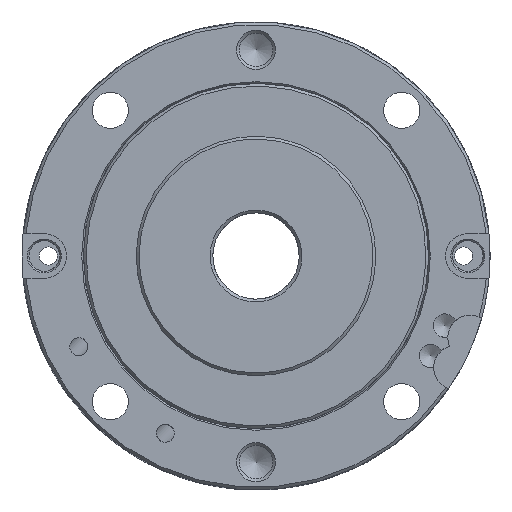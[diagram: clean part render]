
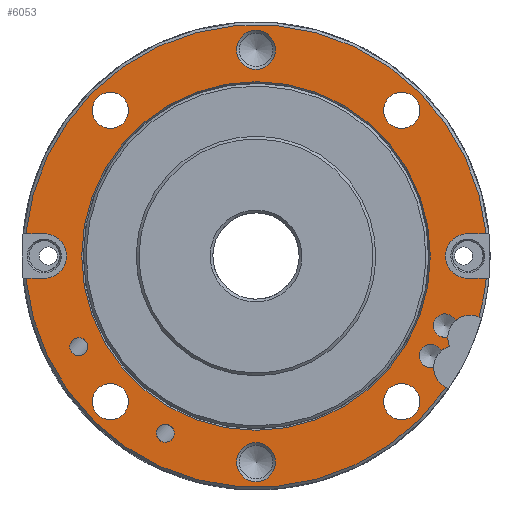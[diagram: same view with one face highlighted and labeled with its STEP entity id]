
A CAD part, front view. The second image highlights one B-rep face of the part: STEP entity #6053.
In plain terms, the highlighted planar face has unit normal (0, -1, 0).
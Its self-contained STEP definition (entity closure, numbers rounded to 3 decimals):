
#244=LINE('',#9747,#698);
#245=LINE('',#9751,#699);
#246=LINE('',#9755,#700);
#247=LINE('',#9759,#701);
#698=VECTOR('',#7418,10.);
#699=VECTOR('',#7421,10.);
#700=VECTOR('',#7424,10.);
#701=VECTOR('',#7427,10.);
#1306=FACE_BOUND('',#1746,.T.);
#1307=FACE_BOUND('',#1747,.T.);
#1308=FACE_BOUND('',#1748,.T.);
#1309=FACE_BOUND('',#1749,.T.);
#1310=FACE_BOUND('',#1750,.T.);
#1311=FACE_BOUND('',#1751,.T.);
#1312=FACE_BOUND('',#1752,.T.);
#1313=FACE_BOUND('',#1753,.T.);
#1314=FACE_BOUND('',#1754,.T.);
#1410=FACE_OUTER_BOUND('',#1745,.T.);
#1745=EDGE_LOOP('',(#4163,#4164,#4165,#4166,#4167,#4168,#4169,#4170,#4171,
#4172,#4173,#4174,#4175,#4176,#4177));
#1746=EDGE_LOOP('',(#4178));
#1747=EDGE_LOOP('',(#4179));
#1748=EDGE_LOOP('',(#4180));
#1749=EDGE_LOOP('',(#4181));
#1750=EDGE_LOOP('',(#4182));
#1751=EDGE_LOOP('',(#4183));
#1752=EDGE_LOOP('',(#4184));
#1753=EDGE_LOOP('',(#4185,#4186));
#1754=EDGE_LOOP('',(#4187,#4188));
#2143=CIRCLE('',#6570,4.);
#2145=CIRCLE('',#6572,4.);
#2146=CIRCLE('',#6575,4.);
#2148=CIRCLE('',#6577,4.);
#2152=CIRCLE('',#6585,2.1);
#2153=CIRCLE('',#6586,41.5);
#2154=CIRCLE('',#6587,4.);
#2155=CIRCLE('',#6588,41.5);
#2156=CIRCLE('',#6589,4.);
#2157=CIRCLE('',#6590,41.5);
#2158=CIRCLE('',#6591,2.1);
#2159=CIRCLE('',#6592,3.5);
#2160=CIRCLE('',#6593,31.289);
#2161=CIRCLE('',#6594,3.5);
#2162=CIRCLE('',#6595,3.25);
#2163=CIRCLE('',#6596,3.25);
#2164=CIRCLE('',#6597,3.25);
#2165=CIRCLE('',#6598,3.25);
#2166=CIRCLE('',#6599,1.621);
#2167=CIRCLE('',#6600,1.621);
#2168=CIRCLE('',#6601,1.621);
#2169=CIRCLE('',#6602,1.621);
#2492=VERTEX_POINT('',#9652);
#2494=VERTEX_POINT('',#9655);
#2498=VERTEX_POINT('',#9663);
#2499=VERTEX_POINT('',#9668);
#2504=VERTEX_POINT('',#9696);
#2506=VERTEX_POINT('',#9713);
#2507=VERTEX_POINT('',#9715);
#2514=VERTEX_POINT('',#9744);
#2515=VERTEX_POINT('',#9746);
#2516=VERTEX_POINT('',#9748);
#2517=VERTEX_POINT('',#9750);
#2518=VERTEX_POINT('',#9752);
#2519=VERTEX_POINT('',#9754);
#2520=VERTEX_POINT('',#9756);
#2521=VERTEX_POINT('',#9758);
#2522=VERTEX_POINT('',#9762);
#2523=VERTEX_POINT('',#9764);
#2524=VERTEX_POINT('',#9766);
#2525=VERTEX_POINT('',#9768);
#2526=VERTEX_POINT('',#9770);
#2527=VERTEX_POINT('',#9772);
#2528=VERTEX_POINT('',#9774);
#2529=VERTEX_POINT('',#9776);
#2530=VERTEX_POINT('',#9777);
#2531=VERTEX_POINT('',#9780);
#2532=VERTEX_POINT('',#9781);
#3150=EDGE_CURVE('',#2494,#2492,#2143,.T.);
#3155=EDGE_CURVE('',#2499,#2498,#2145,.T.);
#3164=EDGE_CURVE('',#2507,#2506,#2146,.T.);
#3168=EDGE_CURVE('',#2504,#2494,#2148,.T.);
#3176=EDGE_CURVE('',#2492,#2499,#2152,.T.);
#3177=EDGE_CURVE('',#2514,#2498,#2153,.T.);
#3178=EDGE_CURVE('',#2514,#2515,#244,.T.);
#3179=EDGE_CURVE('',#2515,#2516,#2154,.T.);
#3180=EDGE_CURVE('',#2516,#2517,#245,.T.);
#3181=EDGE_CURVE('',#2518,#2517,#2155,.T.);
#3182=EDGE_CURVE('',#2518,#2519,#246,.T.);
#3183=EDGE_CURVE('',#2519,#2520,#2156,.T.);
#3184=EDGE_CURVE('',#2520,#2521,#247,.T.);
#3185=EDGE_CURVE('',#2507,#2521,#2157,.T.);
#3186=EDGE_CURVE('',#2506,#2504,#2158,.T.);
#3187=EDGE_CURVE('',#2522,#2522,#2159,.T.);
#3188=EDGE_CURVE('',#2523,#2523,#2160,.T.);
#3189=EDGE_CURVE('',#2524,#2524,#2161,.T.);
#3190=EDGE_CURVE('',#2525,#2525,#2162,.T.);
#3191=EDGE_CURVE('',#2526,#2526,#2163,.T.);
#3192=EDGE_CURVE('',#2527,#2527,#2164,.T.);
#3193=EDGE_CURVE('',#2528,#2528,#2165,.T.);
#3194=EDGE_CURVE('',#2529,#2530,#2166,.T.);
#3195=EDGE_CURVE('',#2530,#2529,#2167,.T.);
#3196=EDGE_CURVE('',#2531,#2532,#2168,.T.);
#3197=EDGE_CURVE('',#2532,#2531,#2169,.T.);
#4163=ORIENTED_EDGE('',*,*,#3168,.T.);
#4164=ORIENTED_EDGE('',*,*,#3150,.T.);
#4165=ORIENTED_EDGE('',*,*,#3176,.T.);
#4166=ORIENTED_EDGE('',*,*,#3155,.T.);
#4167=ORIENTED_EDGE('',*,*,#3177,.F.);
#4168=ORIENTED_EDGE('',*,*,#3178,.T.);
#4169=ORIENTED_EDGE('',*,*,#3179,.T.);
#4170=ORIENTED_EDGE('',*,*,#3180,.T.);
#4171=ORIENTED_EDGE('',*,*,#3181,.F.);
#4172=ORIENTED_EDGE('',*,*,#3182,.T.);
#4173=ORIENTED_EDGE('',*,*,#3183,.T.);
#4174=ORIENTED_EDGE('',*,*,#3184,.T.);
#4175=ORIENTED_EDGE('',*,*,#3185,.F.);
#4176=ORIENTED_EDGE('',*,*,#3164,.T.);
#4177=ORIENTED_EDGE('',*,*,#3186,.T.);
#4178=ORIENTED_EDGE('',*,*,#3187,.F.);
#4179=ORIENTED_EDGE('',*,*,#3188,.F.);
#4180=ORIENTED_EDGE('',*,*,#3189,.F.);
#4181=ORIENTED_EDGE('',*,*,#3190,.T.);
#4182=ORIENTED_EDGE('',*,*,#3191,.T.);
#4183=ORIENTED_EDGE('',*,*,#3192,.T.);
#4184=ORIENTED_EDGE('',*,*,#3193,.T.);
#4185=ORIENTED_EDGE('',*,*,#3194,.T.);
#4186=ORIENTED_EDGE('',*,*,#3195,.T.);
#4187=ORIENTED_EDGE('',*,*,#3196,.T.);
#4188=ORIENTED_EDGE('',*,*,#3197,.T.);
#5854=PLANE('',#6584);
#6053=ADVANCED_FACE('',(#1410,#1306,#1307,#1308,#1309,#1310,#1311,#1312,
#1313,#1314),#5854,.F.);
#6570=AXIS2_PLACEMENT_3D('',#9656,#7373,#7374);
#6572=AXIS2_PLACEMENT_3D('',#9669,#7379,#7380);
#6575=AXIS2_PLACEMENT_3D('',#9716,#7390,#7391);
#6577=AXIS2_PLACEMENT_3D('',#9725,#7395,#7396);
#6584=AXIS2_PLACEMENT_3D('',#9742,#7412,#7413);
#6585=AXIS2_PLACEMENT_3D('',#9743,#7414,#7415);
#6586=AXIS2_PLACEMENT_3D('',#9745,#7416,#7417);
#6587=AXIS2_PLACEMENT_3D('',#9749,#7419,#7420);
#6588=AXIS2_PLACEMENT_3D('',#9753,#7422,#7423);
#6589=AXIS2_PLACEMENT_3D('',#9757,#7425,#7426);
#6590=AXIS2_PLACEMENT_3D('',#9760,#7428,#7429);
#6591=AXIS2_PLACEMENT_3D('',#9761,#7430,#7431);
#6592=AXIS2_PLACEMENT_3D('',#9763,#7432,#7433);
#6593=AXIS2_PLACEMENT_3D('',#9765,#7434,#7435);
#6594=AXIS2_PLACEMENT_3D('',#9767,#7436,#7437);
#6595=AXIS2_PLACEMENT_3D('',#9769,#7438,#7439);
#6596=AXIS2_PLACEMENT_3D('',#9771,#7440,#7441);
#6597=AXIS2_PLACEMENT_3D('',#9773,#7442,#7443);
#6598=AXIS2_PLACEMENT_3D('',#9775,#7444,#7445);
#6599=AXIS2_PLACEMENT_3D('',#9778,#7446,#7447);
#6600=AXIS2_PLACEMENT_3D('',#9779,#7448,#7449);
#6601=AXIS2_PLACEMENT_3D('',#9782,#7450,#7451);
#6602=AXIS2_PLACEMENT_3D('',#9783,#7452,#7453);
#7373=DIRECTION('center_axis',(0.,1.,0.));
#7374=DIRECTION('ref_axis',(-0.423,0.,-0.906));
#7379=DIRECTION('center_axis',(0.,1.,0.));
#7380=DIRECTION('ref_axis',(-0.423,0.,-0.906));
#7390=DIRECTION('center_axis',(0.,1.,0.));
#7391=DIRECTION('ref_axis',(0.283,0.,-0.959));
#7395=DIRECTION('center_axis',(0.,1.,0.));
#7396=DIRECTION('ref_axis',(0.283,0.,-0.959));
#7412=DIRECTION('center_axis',(0.,1.,0.));
#7413=DIRECTION('ref_axis',(0.,0.,1.));
#7414=DIRECTION('center_axis',(0.,1.,0.));
#7415=DIRECTION('ref_axis',(1.,0.,0.));
#7416=DIRECTION('center_axis',(0.,1.,0.));
#7417=DIRECTION('ref_axis',(1.,0.,0.));
#7418=DIRECTION('',(-1.,0.,0.));
#7419=DIRECTION('center_axis',(0.,1.,0.));
#7420=DIRECTION('ref_axis',(0.,0.,1.));
#7421=DIRECTION('',(1.,0.,0.));
#7422=DIRECTION('center_axis',(0.,1.,0.));
#7423=DIRECTION('ref_axis',(1.,0.,0.));
#7424=DIRECTION('',(1.,0.,0.));
#7425=DIRECTION('center_axis',(0.,1.,0.));
#7426=DIRECTION('ref_axis',(0.,0.,1.));
#7427=DIRECTION('',(-1.,0.,0.));
#7428=DIRECTION('center_axis',(0.,1.,0.));
#7429=DIRECTION('ref_axis',(1.,0.,0.));
#7430=DIRECTION('center_axis',(0.,1.,0.));
#7431=DIRECTION('ref_axis',(1.,0.,0.));
#7432=DIRECTION('center_axis',(0.,-1.,0.));
#7433=DIRECTION('ref_axis',(-1.,0.,0.));
#7434=DIRECTION('center_axis',(0.,-1.,0.));
#7435=DIRECTION('ref_axis',(-1.,0.,0.));
#7436=DIRECTION('center_axis',(0.,-1.,0.));
#7437=DIRECTION('ref_axis',(-1.,0.,0.));
#7438=DIRECTION('center_axis',(0.,1.,0.));
#7439=DIRECTION('ref_axis',(1.,0.,0.));
#7440=DIRECTION('center_axis',(0.,1.,0.));
#7441=DIRECTION('ref_axis',(0.,0.,-1.));
#7442=DIRECTION('center_axis',(0.,1.,0.));
#7443=DIRECTION('ref_axis',(-1.,0.,0.));
#7444=DIRECTION('center_axis',(0.,1.,0.));
#7445=DIRECTION('ref_axis',(0.,0.,1.));
#7446=DIRECTION('center_axis',(0.,1.,0.));
#7447=DIRECTION('ref_axis',(1.,0.,0.));
#7448=DIRECTION('center_axis',(0.,1.,0.));
#7449=DIRECTION('ref_axis',(1.,0.,0.));
#7450=DIRECTION('center_axis',(0.,1.,0.));
#7451=DIRECTION('ref_axis',(1.,0.,0.));
#7452=DIRECTION('center_axis',(0.,1.,0.));
#7453=DIRECTION('ref_axis',(1.,0.,0.));
#9652=CARTESIAN_POINT('',(34.427,0.,-14.527));
#9655=CARTESIAN_POINT('',(34.761,0.,-16.209));
#9656=CARTESIAN_POINT('Origin',(38.426,0.,-14.608));
#9663=CARTESIAN_POINT('',(40.031,0.,-10.944));
#9668=CARTESIAN_POINT('',(35.793,0.,-11.597));
#9669=CARTESIAN_POINT('Origin',(38.426,0.,-14.608));
#9696=CARTESIAN_POINT('',(33.258,0.,-17.035));
#9713=CARTESIAN_POINT('',(31.892,0.,-19.965));
#9715=CARTESIAN_POINT('',(34.115,0.,-23.631));
#9716=CARTESIAN_POINT('Origin',(35.891,0.,-20.046));
#9725=CARTESIAN_POINT('Origin',(35.891,0.,-20.046));
#9742=CARTESIAN_POINT('Origin',(0.,0.,0.));
#9743=CARTESIAN_POINT('Origin',(33.895,0.,-12.495));
#9744=CARTESIAN_POINT('',(41.307,0.,-4.));
#9745=CARTESIAN_POINT('Origin',(0.,0.,0.));
#9746=CARTESIAN_POINT('',(38.,0.,-4.));
#9747=CARTESIAN_POINT('',(25.032,0.,-4.));
#9748=CARTESIAN_POINT('',(38.,0.,4.));
#9749=CARTESIAN_POINT('Origin',(38.,0.,0.));
#9750=CARTESIAN_POINT('',(41.307,0.,4.));
#9751=CARTESIAN_POINT('',(19.,0.,4.));
#9752=CARTESIAN_POINT('',(-41.307,0.,4.));
#9753=CARTESIAN_POINT('Origin',(0.,0.,0.));
#9754=CARTESIAN_POINT('',(-38.,0.,4.));
#9755=CARTESIAN_POINT('',(-19.,0.,4.));
#9756=CARTESIAN_POINT('',(-38.,0.,-4.));
#9757=CARTESIAN_POINT('Origin',(-38.,0.,0.));
#9758=CARTESIAN_POINT('',(-41.307,0.,-4.));
#9759=CARTESIAN_POINT('',(-25.032,0.,-4.));
#9760=CARTESIAN_POINT('Origin',(0.,0.,0.));
#9761=CARTESIAN_POINT('Origin',(31.359,0.,-17.933));
#9762=CARTESIAN_POINT('',(3.5,0.,-37.));
#9763=CARTESIAN_POINT('Origin',(0.,0.,-37.));
#9764=CARTESIAN_POINT('',(31.289,0.,0.));
#9765=CARTESIAN_POINT('Origin',(0.,0.,0.));
#9766=CARTESIAN_POINT('',(3.5,0.,37.));
#9767=CARTESIAN_POINT('Origin',(0.,0.,37.));
#9768=CARTESIAN_POINT('',(22.9,0.,26.15));
#9769=CARTESIAN_POINT('Origin',(26.15,0.,26.15));
#9770=CARTESIAN_POINT('',(26.15,0.,-22.9));
#9771=CARTESIAN_POINT('Origin',(26.15,0.,-26.15));
#9772=CARTESIAN_POINT('',(-22.9,0.,-26.15));
#9773=CARTESIAN_POINT('Origin',(-26.15,0.,-26.15));
#9774=CARTESIAN_POINT('',(-26.15,0.,22.9));
#9775=CARTESIAN_POINT('Origin',(-26.15,0.,26.15));
#9776=CARTESIAN_POINT('',(-30.179,0.,-16.3));
#9777=CARTESIAN_POINT('',(-33.421,0.,-16.3));
#9778=CARTESIAN_POINT('Origin',(-31.8,0.,-16.3));
#9779=CARTESIAN_POINT('Origin',(-31.8,0.,-16.3));
#9780=CARTESIAN_POINT('',(-14.679,0.,-31.8));
#9781=CARTESIAN_POINT('',(-17.921,0.,-31.8));
#9782=CARTESIAN_POINT('Origin',(-16.3,0.,-31.8));
#9783=CARTESIAN_POINT('Origin',(-16.3,0.,-31.8));
